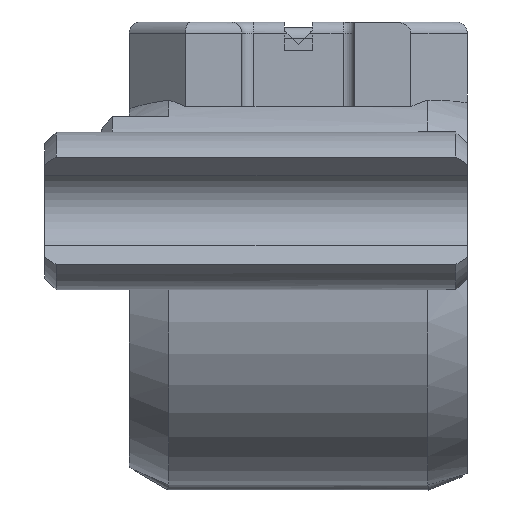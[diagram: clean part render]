
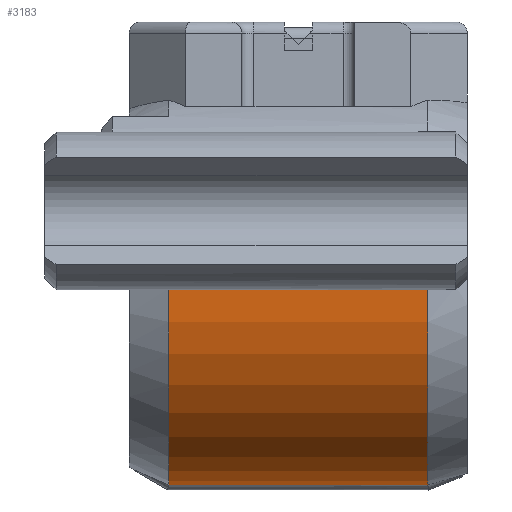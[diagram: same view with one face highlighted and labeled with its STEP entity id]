
A CAD part, left-side view. The second image highlights one B-rep face of the part: STEP entity #3183.
In plain terms, the highlighted cylindrical face has radius 7 mm (diameter 14 mm), a partial arc.
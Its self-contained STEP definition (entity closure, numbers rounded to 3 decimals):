
#188=LINE('',#4825,#413);
#318=LINE('',#5396,#543);
#413=VECTOR('',#3784,10.);
#543=VECTOR('',#4266,10.);
#645=CYLINDRICAL_SURFACE('',#3500,7.);
#793=FACE_OUTER_BOUND('',#986,.T.);
#986=EDGE_LOOP('',(#2641,#2642,#2643,#2644));
#1154=CIRCLE('',#3497,7.);
#1155=CIRCLE('',#3501,7.);
#1346=VERTEX_POINT('',#4817);
#1347=VERTEX_POINT('',#4824);
#1485=VERTEX_POINT('',#5387);
#1486=VERTEX_POINT('',#5394);
#1663=EDGE_CURVE('',#1347,#1346,#188,.T.);
#1900=EDGE_CURVE('',#1486,#1485,#318,.T.);
#1902=EDGE_CURVE('',#1485,#1346,#1154,.T.);
#1905=EDGE_CURVE('',#1347,#1486,#1155,.T.);
#2641=ORIENTED_EDGE('',*,*,#1902,.F.);
#2642=ORIENTED_EDGE('',*,*,#1900,.F.);
#2643=ORIENTED_EDGE('',*,*,#1905,.F.);
#2644=ORIENTED_EDGE('',*,*,#1663,.T.);
#3183=ADVANCED_FACE('',(#793),#645,.T.);
#3497=AXIS2_PLACEMENT_3D('',#5403,#4271,#4272);
#3500=AXIS2_PLACEMENT_3D('',#5411,#4278,#4279);
#3501=AXIS2_PLACEMENT_3D('',#5412,#4280,#4281);
#3784=DIRECTION('',(0.,1.,0.));
#4266=DIRECTION('',(0.,1.,0.));
#4271=DIRECTION('center_axis',(0.,1.,0.));
#4272=DIRECTION('ref_axis',(-0.906,0.,0.423));
#4278=DIRECTION('center_axis',(0.,1.,0.));
#4279=DIRECTION('ref_axis',(0.906,0.,-0.423));
#4280=DIRECTION('center_axis',(0.,-1.,0.));
#4281=DIRECTION('ref_axis',(-0.906,0.,0.423));
#4817=CARTESIAN_POINT('',(-7.,10.6,-0.02));
#4824=CARTESIAN_POINT('',(-7.,1.4,-0.02));
#4825=CARTESIAN_POINT('',(-7.,0.,-0.02));
#5387=CARTESIAN_POINT('',(2.142,10.6,-6.664));
#5394=CARTESIAN_POINT('',(2.142,1.4,-6.664));
#5396=CARTESIAN_POINT('',(2.142,0.,-6.664));
#5403=CARTESIAN_POINT('Origin',(0.,10.6,0.));
#5411=CARTESIAN_POINT('Origin',(0.,0.,0.));
#5412=CARTESIAN_POINT('Origin',(0.,1.4,0.));
